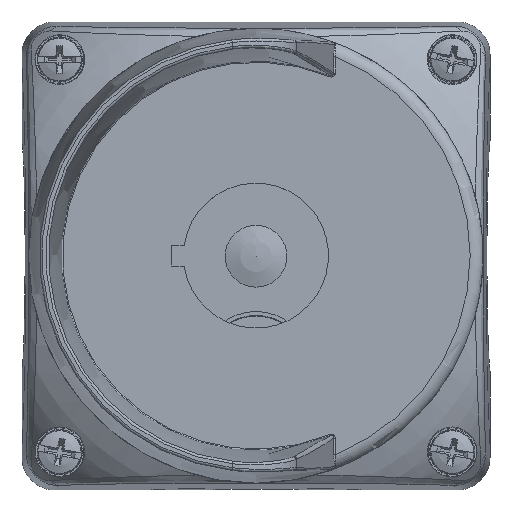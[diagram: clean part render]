
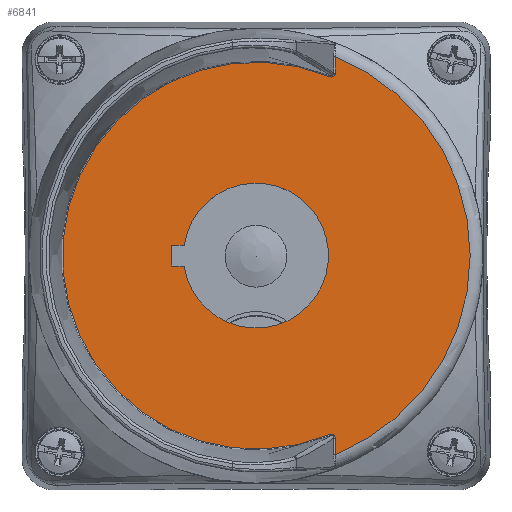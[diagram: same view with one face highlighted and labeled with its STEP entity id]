
A CAD part, top view. The second image highlights one B-rep face of the part: STEP entity #6841.
In plain terms, the highlighted planar face has unit normal (0, 0, 1).
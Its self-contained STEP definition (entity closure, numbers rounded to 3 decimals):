
#870=FACE_BOUND('',#8946,.T.);
#871=FACE_BOUND('',#8947,.T.);
#1528=PLANE('',#21189);
#3373=LINE('',#42357,#5255);
#3416=LINE('',#43495,#5298);
#3417=LINE('',#43499,#5299);
#3418=LINE('',#43501,#5300);
#3419=LINE('',#43503,#5301);
#5255=VECTOR('',#25456,1.);
#5298=VECTOR('',#25643,1.);
#5299=VECTOR('',#25646,1.);
#5300=VECTOR('',#25647,1.);
#5301=VECTOR('',#25648,1.);
#5812=B_SPLINE_CURVE_WITH_KNOTS('',3,(#43453,#43454,#43455,#43456,#43457,
#43458,#43459,#43460,#43461,#43462,#43463,#43464,#43465,#43466,#43467,#43468,
#43469,#43470,#43471),.UNSPECIFIED.,.F.,.F.,(4,3,3,3,3,3,4),(0.,0.132,
0.301,0.473,0.647,0.824,
1.),.UNSPECIFIED.);
#5813=B_SPLINE_CURVE_WITH_KNOTS('',3,(#43475,#43476,#43477,#43478,#43479,
#43480,#43481,#43482,#43483,#43484,#43485,#43486,#43487,#43488,#43489,#43490,
#43491,#43492,#43493),.UNSPECIFIED.,.F.,.F.,(4,3,3,3,3,3,4),(0.,0.149,
0.321,0.49,0.659,0.83,
1.),.UNSPECIFIED.);
#6841=ADVANCED_FACE('',(#870,#871),#1528,.T.);
#8946=EDGE_LOOP('',(#14160,#14161,#14162,#14163,#14164,#14165));
#8947=EDGE_LOOP('',(#14166,#14167,#14168,#14169));
#14160=ORIENTED_EDGE('',*,*,#19271,.T.);
#14161=ORIENTED_EDGE('',*,*,#19214,.T.);
#14162=ORIENTED_EDGE('',*,*,#19362,.T.);
#14163=ORIENTED_EDGE('',*,*,#19363,.T.);
#14164=ORIENTED_EDGE('',*,*,#19364,.T.);
#14165=ORIENTED_EDGE('',*,*,#19365,.T.);
#14166=ORIENTED_EDGE('',*,*,#19366,.T.);
#14167=ORIENTED_EDGE('',*,*,#19367,.T.);
#14168=ORIENTED_EDGE('',*,*,#19368,.T.);
#14169=ORIENTED_EDGE('',*,*,#19369,.T.);
#16320=VERTEX_POINT('',#42356);
#16321=VERTEX_POINT('',#42358);
#16361=VERTEX_POINT('',#42730);
#16439=VERTEX_POINT('',#43472);
#16440=VERTEX_POINT('',#43474);
#16441=VERTEX_POINT('',#43494);
#16442=VERTEX_POINT('',#43497);
#16443=VERTEX_POINT('',#43498);
#16444=VERTEX_POINT('',#43500);
#16445=VERTEX_POINT('',#43502);
#19214=EDGE_CURVE('',#16321,#16320,#3373,.T.);
#19271=EDGE_CURVE('',#16361,#16321,#19845,.T.);
#19362=EDGE_CURVE('',#16320,#16439,#5812,.T.);
#19363=EDGE_CURVE('',#16439,#16440,#19859,.T.);
#19364=EDGE_CURVE('',#16440,#16441,#5813,.T.);
#19365=EDGE_CURVE('',#16441,#16361,#3416,.T.);
#19366=EDGE_CURVE('',#16442,#16443,#19860,.T.);
#19367=EDGE_CURVE('',#16443,#16444,#3417,.T.);
#19368=EDGE_CURVE('',#16444,#16445,#3418,.T.);
#19369=EDGE_CURVE('',#16445,#16442,#3419,.T.);
#19845=CIRCLE('',#21150,32.951);
#19859=CIRCLE('',#21187,29.768);
#19860=CIRCLE('',#21188,11.15);
#21150=AXIS2_PLACEMENT_3D('',#42729,#25542,#25543);
#21187=AXIS2_PLACEMENT_3D('',#43473,#25641,#25642);
#21188=AXIS2_PLACEMENT_3D('',#43496,#25644,#25645);
#21189=AXIS2_PLACEMENT_3D('',#43504,#25649,#25650);
#25456=DIRECTION('',(0.,-1.,0.));
#25542=DIRECTION('',(0.,0.,1.));
#25543=DIRECTION('',(0.,1.,0.));
#25641=DIRECTION('',(0.,0.,1.));
#25642=DIRECTION('',(0.,1.,0.));
#25643=DIRECTION('',(0.,-1.,0.));
#25644=DIRECTION('',(0.,0.,-1.));
#25645=DIRECTION('',(0.,-1.,0.));
#25646=DIRECTION('',(-1.,0.,0.));
#25647=DIRECTION('',(0.,1.,0.));
#25648=DIRECTION('',(1.,0.,0.));
#25649=DIRECTION('',(0.,0.,1.));
#25650=DIRECTION('',(0.,-1.,0.));
#42356=CARTESIAN_POINT('',(12.171,28.071,55.5));
#42357=CARTESIAN_POINT('',(12.171,0.,55.5));
#42358=CARTESIAN_POINT('',(12.171,30.621,55.5));
#42729=CARTESIAN_POINT('',(0.,0.,55.5));
#42730=CARTESIAN_POINT('',(12.171,-30.621,55.5));
#43453=CARTESIAN_POINT('',(12.171,28.071,55.5));
#43454=CARTESIAN_POINT('',(12.171,28.019,55.5));
#43455=CARTESIAN_POINT('',(12.164,27.966,55.5));
#43456=CARTESIAN_POINT('',(12.151,27.916,55.5));
#43457=CARTESIAN_POINT('',(12.133,27.853,55.5));
#43458=CARTESIAN_POINT('',(12.105,27.791,55.5));
#43459=CARTESIAN_POINT('',(12.068,27.736,55.5));
#43460=CARTESIAN_POINT('',(12.03,27.681,55.5));
#43461=CARTESIAN_POINT('',(11.982,27.632,55.5));
#43462=CARTESIAN_POINT('',(11.929,27.592,55.5));
#43463=CARTESIAN_POINT('',(11.874,27.552,55.5));
#43464=CARTESIAN_POINT('',(11.811,27.521,55.5));
#43465=CARTESIAN_POINT('',(11.746,27.502,55.5));
#43466=CARTESIAN_POINT('',(11.68,27.483,55.5));
#43467=CARTESIAN_POINT('',(11.609,27.474,55.5));
#43468=CARTESIAN_POINT('',(11.54,27.478,55.5));
#43469=CARTESIAN_POINT('',(11.472,27.482,55.5));
#43470=CARTESIAN_POINT('',(11.403,27.498,55.5));
#43471=CARTESIAN_POINT('',(11.339,27.524,55.5));
#43472=CARTESIAN_POINT('',(11.339,27.524,55.5));
#43473=CARTESIAN_POINT('',(0.,0.,55.5));
#43474=CARTESIAN_POINT('',(11.339,-27.524,55.5));
#43475=CARTESIAN_POINT('',(11.339,-27.524,55.5));
#43476=CARTESIAN_POINT('',(11.393,-27.502,55.5));
#43477=CARTESIAN_POINT('',(11.451,-27.487,55.5));
#43478=CARTESIAN_POINT('',(11.509,-27.481,55.5));
#43479=CARTESIAN_POINT('',(11.576,-27.474,55.5));
#43480=CARTESIAN_POINT('',(11.644,-27.478,55.5));
#43481=CARTESIAN_POINT('',(11.71,-27.493,55.5));
#43482=CARTESIAN_POINT('',(11.774,-27.507,55.5));
#43483=CARTESIAN_POINT('',(11.837,-27.533,55.5));
#43484=CARTESIAN_POINT('',(11.893,-27.568,55.5));
#43485=CARTESIAN_POINT('',(11.949,-27.603,55.5));
#43486=CARTESIAN_POINT('',(12.,-27.648,55.5));
#43487=CARTESIAN_POINT('',(12.041,-27.7,55.5));
#43488=CARTESIAN_POINT('',(12.082,-27.752,55.5));
#43489=CARTESIAN_POINT('',(12.116,-27.811,55.5));
#43490=CARTESIAN_POINT('',(12.138,-27.874,55.5));
#43491=CARTESIAN_POINT('',(12.159,-27.937,55.5));
#43492=CARTESIAN_POINT('',(12.171,-28.004,55.5));
#43493=CARTESIAN_POINT('',(12.171,-28.071,55.5));
#43494=CARTESIAN_POINT('',(12.171,-28.071,55.5));
#43495=CARTESIAN_POINT('',(12.171,-30.688,55.5));
#43496=CARTESIAN_POINT('',(0.,0.,55.5));
#43497=CARTESIAN_POINT('',(-11.035,1.6,55.5));
#43498=CARTESIAN_POINT('',(-11.035,-1.6,55.5));
#43499=CARTESIAN_POINT('',(-5.517,-1.6,55.5));
#43500=CARTESIAN_POINT('',(-13.,-1.6,55.5));
#43501=CARTESIAN_POINT('',(-13.,0.,55.5));
#43502=CARTESIAN_POINT('',(-13.,1.6,55.5));
#43503=CARTESIAN_POINT('',(-6.5,1.6,55.5));
#43504=CARTESIAN_POINT('',(0.,0.,55.5));
